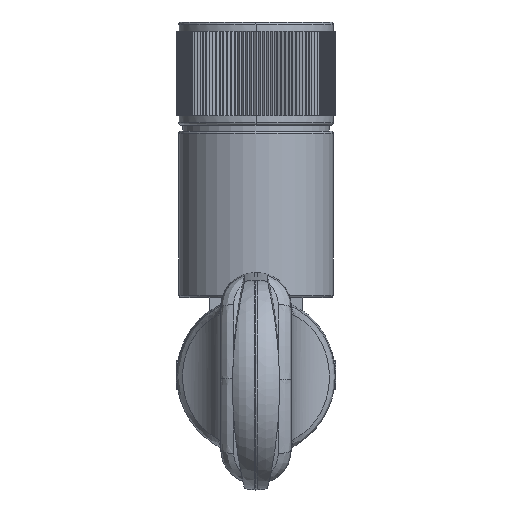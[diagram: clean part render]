
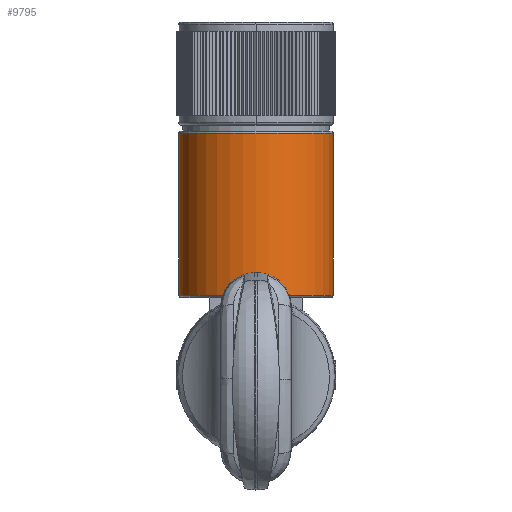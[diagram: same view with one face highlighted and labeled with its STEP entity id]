
A CAD part, left-side view. The second image highlights one B-rep face of the part: STEP entity #9795.
In plain terms, the highlighted cylindrical face has radius 6.584 mm (diameter 13.169 mm), a partial arc.
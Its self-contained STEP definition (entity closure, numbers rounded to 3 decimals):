
#1413=DIRECTION('',(0.,0.,-1.));
#1414=VECTOR('',#1413,13.8);
#1415=CARTESIAN_POINT('',(0.,6.584,-9.5));
#1416=LINE('',#1415,#1414);
#1633=CARTESIAN_POINT('',(0.,0.,-23.3));
#1634=DIRECTION('',(0.,0.,-1.));
#1635=DIRECTION('',(0.,-1.,0.));
#1636=AXIS2_PLACEMENT_3D('',#1633,#1634,#1635);
#1638=CARTESIAN_POINT('',(0.,0.,-9.5));
#1639=DIRECTION('',(0.,0.,1.));
#1640=DIRECTION('',(0.,1.,0.));
#1641=AXIS2_PLACEMENT_3D('',#1638,#1639,#1640);
#1643=DIRECTION('',(0.,0.,-1.));
#1644=VECTOR('',#1643,13.8);
#1645=CARTESIAN_POINT('',(0.,-6.584,-9.5));
#1646=LINE('',#1645,#1644);
#5553=CARTESIAN_POINT('',(0.,-6.584,-23.3));
#5554=CARTESIAN_POINT('',(0.,6.584,-23.3));
#5555=VERTEX_POINT('',#5553);
#5556=VERTEX_POINT('',#5554);
#5561=CARTESIAN_POINT('',(0.,6.584,-9.5));
#5562=CARTESIAN_POINT('',(0.,-6.584,-9.5));
#5563=VERTEX_POINT('',#5561);
#5564=VERTEX_POINT('',#5562);
#9784=CARTESIAN_POINT('',(0.,0.,-9.3));
#9785=DIRECTION('',(0.,0.,-1.));
#9786=DIRECTION('',(0.,-1.,0.));
#9787=AXIS2_PLACEMENT_3D('',#9784,#9785,#9786);
#9788=CYLINDRICAL_SURFACE('',#9787,6.584);
#9789=ORIENTED_EDGE('',*,*,#9778,.T.);
#9790=ORIENTED_EDGE('',*,*,#9450,.F.);
#9791=ORIENTED_EDGE('',*,*,#9420,.T.);
#9792=ORIENTED_EDGE('',*,*,#9447,.T.);
#9793=EDGE_LOOP('',(#9789,#9790,#9791,#9792));
#9794=FACE_OUTER_BOUND('',#9793,.F.);
#9795=ADVANCED_FACE('',(#9794),#9788,.T.);
#1637=CIRCLE('',#1636,6.584);
#1642=CIRCLE('',#1641,6.584);
#9420=EDGE_CURVE('',#5563,#5564,#1642,.T.);
#9447=EDGE_CURVE('',#5564,#5555,#1646,.T.);
#9450=EDGE_CURVE('',#5563,#5556,#1416,.T.);
#9778=EDGE_CURVE('',#5555,#5556,#1637,.T.);
